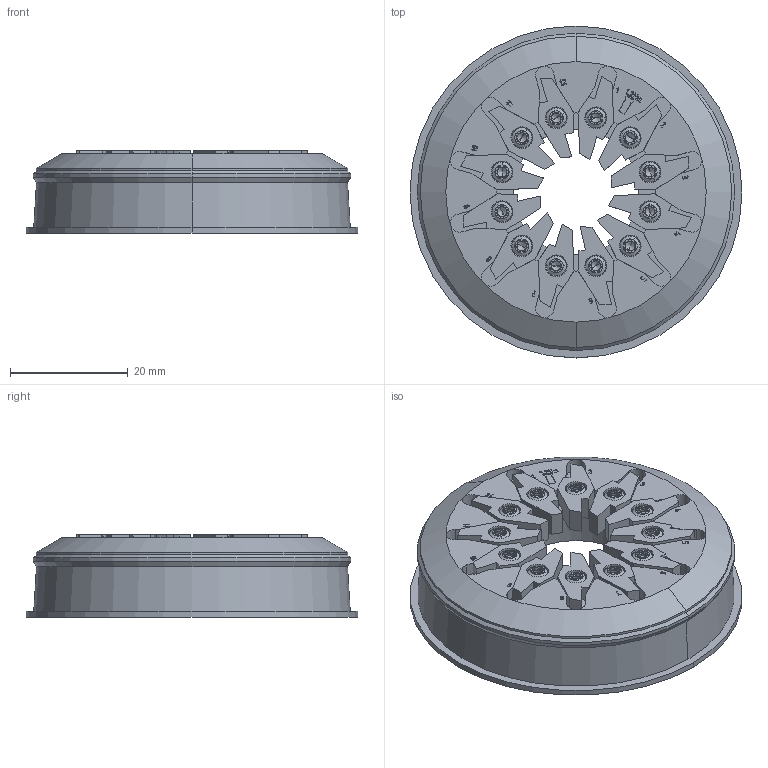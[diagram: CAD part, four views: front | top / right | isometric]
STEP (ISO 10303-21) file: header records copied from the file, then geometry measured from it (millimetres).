
FILE_DESCRIPTION (( 'STEP AP203' ), '1' );
FILE_NAME ('MWT12164545612512.STEP', '2016-05-19T13:36:05', ( '' ), ( '' ), 'SwSTEP 2.0', 'SolidWorks 2015', '' );
FILE_SCHEMA (( 'CONFIG_CONTROL_DESIGN' ));
Length unit declared in the file: millimetre
Products named in the file (1): MWT12164545612512
Bounding box: 56.5 x 56.5 x 14 mm (x, y, z)
Volume: 19464.1 mm3; surface area: 9660.3 mm2
Topology: 1 solids, 1 shells, 1214 faces, 3141 edges, 1970 vertices
Faces by surface type: plane 465, cylinder 315, bspline 206, cone 132, torus 96
Entity records: 43488 total; most frequent: CARTESIAN_POINT 14468, ORIENTED_EDGE 6234, DIRECTION 5797, EDGE_CURVE 3117, AXIS2_PLACEMENT_3D 2083, VERTEX_POINT 1970, LINE 1631, VECTOR 1631
